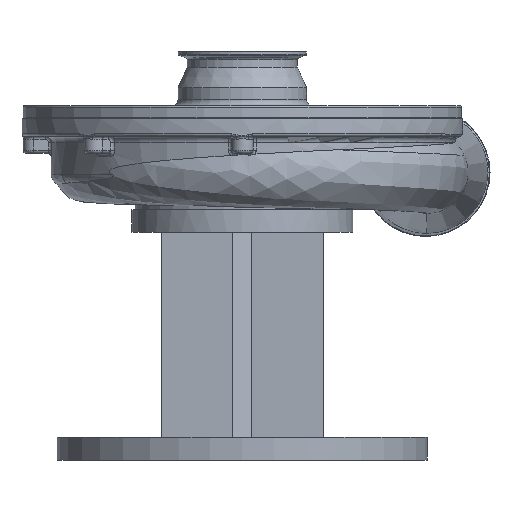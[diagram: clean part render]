
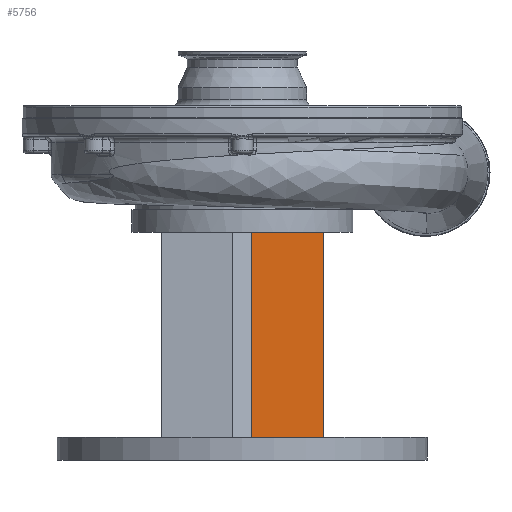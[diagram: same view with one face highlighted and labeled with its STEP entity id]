
A CAD part, front view. The second image highlights one B-rep face of the part: STEP entity #5756.
In plain terms, the highlighted planar face has unit normal (0, -1, 0).
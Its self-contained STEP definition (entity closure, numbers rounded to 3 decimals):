
#528 = CARTESIAN_POINT ( 'NONE',  ( 75., -102.5, 21. ) ) ;
#823 = VECTOR ( 'NONE', #12393, 1000. ) ;
#2519 = EDGE_CURVE ( 'NONE', #7147, #20207, #6860, .T. ) ;
#2928 = CARTESIAN_POINT ( 'NONE',  ( 75., -102.5, 21. ) ) ;
#3860 = CARTESIAN_POINT ( 'NONE',  ( 9., -102.5, 211. ) ) ;
#5044 = VERTEX_POINT ( 'NONE', #3860 ) ;
#5065 = ORIENTED_EDGE ( 'NONE', *, *, #2519, .T. ) ;
#5756 = ADVANCED_FACE ( 'NONE', ( #17908 ), #11348, .F. ) ;
#5977 = CARTESIAN_POINT ( 'NONE',  ( 75., -102.5, 363.152 ) ) ;
#6631 = ORIENTED_EDGE ( 'NONE', *, *, #11991, .F. ) ;
#6675 = DIRECTION ( 'NONE',  ( 0., 1., 0. ) ) ;
#6860 = LINE ( 'NONE', #528, #8154 ) ;
#6972 = ORIENTED_EDGE ( 'NONE', *, *, #16507, .F. ) ;
#7065 = VERTEX_POINT ( 'NONE', #15110 ) ;
#7147 = VERTEX_POINT ( 'NONE', #8758 ) ;
#7862 = VECTOR ( 'NONE', #18803, 1000. ) ;
#8154 = VECTOR ( 'NONE', #16709, 1000. ) ;
#8469 = DIRECTION ( 'NONE',  ( 0., 0., -1. ) ) ;
#8758 = CARTESIAN_POINT ( 'NONE',  ( 9., -102.5, 21. ) ) ;
#9901 = EDGE_CURVE ( 'NONE', #5044, #7147, #17190, .T. ) ;
#10056 = CARTESIAN_POINT ( 'NONE',  ( 75., -102.5, 363.152 ) ) ;
#11063 = LINE ( 'NONE', #5977, #17041 ) ;
#11348 = PLANE ( 'NONE',  #15156 ) ;
#11991 = EDGE_CURVE ( 'NONE', #5044, #7065, #12071, .T. ) ;
#12071 = LINE ( 'NONE', #12173, #823 ) ;
#12096 = ORIENTED_EDGE ( 'NONE', *, *, #9901, .T. ) ;
#12173 = CARTESIAN_POINT ( 'NONE',  ( 75., -102.5, 211. ) ) ;
#12393 = DIRECTION ( 'NONE',  ( 1., 0., 0. ) ) ;
#13600 = EDGE_LOOP ( 'NONE', ( #12096, #5065, #6972, #6631 ) ) ;
#14021 = CARTESIAN_POINT ( 'NONE',  ( 9., -102.5, 21. ) ) ;
#15110 = CARTESIAN_POINT ( 'NONE',  ( 75., -102.5, 211. ) ) ;
#15156 = AXIS2_PLACEMENT_3D ( 'NONE', #10056, #6675, #8469 ) ;
#16507 = EDGE_CURVE ( 'NONE', #7065, #20207, #11063, .T. ) ;
#16709 = DIRECTION ( 'NONE',  ( 1., 0., 0. ) ) ;
#17041 = VECTOR ( 'NONE', #20301, 1000. ) ;
#17190 = LINE ( 'NONE', #14021, #7862 ) ;
#17908 = FACE_OUTER_BOUND ( 'NONE', #13600, .T. ) ;
#18803 = DIRECTION ( 'NONE',  ( 0., 0., -1. ) ) ;
#20207 = VERTEX_POINT ( 'NONE', #2928 ) ;
#20301 = DIRECTION ( 'NONE',  ( 0., 0., -1. ) ) ;
